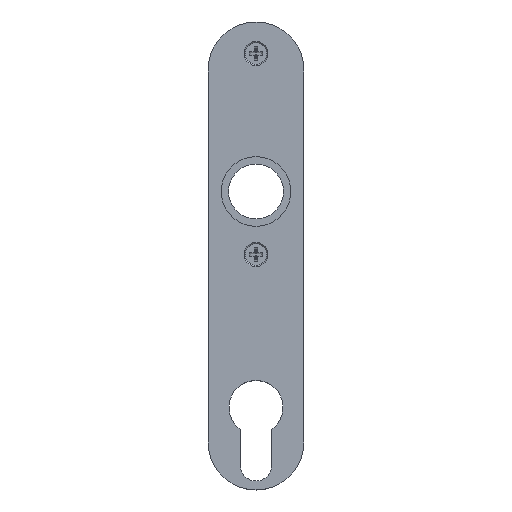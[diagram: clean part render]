
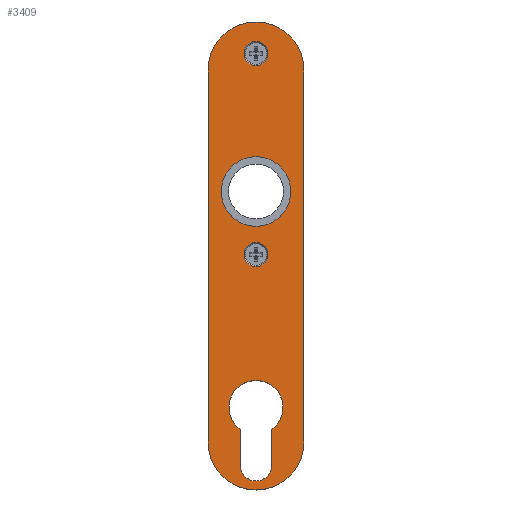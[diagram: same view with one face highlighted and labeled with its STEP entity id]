
A CAD part, top view. The second image highlights one B-rep face of the part: STEP entity #3409.
In plain terms, the highlighted planar face has unit normal (0, 0, 1).
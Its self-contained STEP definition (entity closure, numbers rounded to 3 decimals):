
#102 = DIRECTION ( 'NONE',  ( 0., 1., 0. ) ) ;
#487 = DIRECTION ( 'NONE',  ( 1., 0., 0. ) ) ;
#492 = VERTEX_POINT ( 'NONE', #1942 ) ;
#661 = CIRCLE ( 'NONE', #7506, 10. ) ;
#678 = CARTESIAN_POINT ( 'NONE',  ( 16., 78., 6. ) ) ;
#785 = AXIS2_PLACEMENT_3D ( 'NONE', #13504, #6015, #6179 ) ;
#1073 = DIRECTION ( 'NONE',  ( 0., 0., -1. ) ) ;
#1145 = LINE ( 'NONE', #6077, #7466 ) ;
#1508 = DIRECTION ( 'NONE',  ( 0., 0., 1. ) ) ;
#1531 = FACE_BOUND ( 'NONE', #2006, .T. ) ;
#1551 = CARTESIAN_POINT ( 'NONE',  ( -5.25, -69.75, 6. ) ) ;
#1633 = DIRECTION ( 'NONE',  ( 0., 0., 1. ) ) ;
#1874 = CIRCLE ( 'NONE', #15178, 5.25 ) ;
#1942 = CARTESIAN_POINT ( 'NONE',  ( 10., 21.5, 6. ) ) ;
#2006 = EDGE_LOOP ( 'NONE', ( #13531 ) ) ;
#2148 = EDGE_CURVE ( 'NONE', #6021, #7937, #1874, .T. ) ;
#2153 = CIRCLE ( 'NONE', #3270, 9. ) ;
#2320 = ORIENTED_EDGE ( 'NONE', *, *, #14334, .T. ) ;
#2391 = ORIENTED_EDGE ( 'NONE', *, *, #3794, .T. ) ;
#2406 = VERTEX_POINT ( 'NONE', #15107 ) ;
#2675 = CIRCLE ( 'NONE', #9689, 16. ) ;
#2877 = AXIS2_PLACEMENT_3D ( 'NONE', #8533, #1073, #9652 ) ;
#2935 = VERTEX_POINT ( 'NONE', #12603 ) ;
#3041 = CARTESIAN_POINT ( 'NONE',  ( 0., -62., 6. ) ) ;
#3147 = ORIENTED_EDGE ( 'NONE', *, *, #8070, .T. ) ;
#3165 = CIRCLE ( 'NONE', #2877, 4. ) ;
#3213 = DIRECTION ( 'NONE',  ( 0., 0., 1. ) ) ;
#3245 = CARTESIAN_POINT ( 'NONE',  ( -16., 62., 6. ) ) ;
#3270 = AXIS2_PLACEMENT_3D ( 'NONE', #11576, #1633, #12810 ) ;
#3312 = ORIENTED_EDGE ( 'NONE', *, *, #12088, .T. ) ;
#3409 = ADVANCED_FACE ( 'NONE', ( #10944, #1531, #12098, #7666, #8827 ), #13399, .T. ) ;
#3428 = DIRECTION ( 'NONE',  ( 1., 0., 0. ) ) ;
#3787 = DIRECTION ( 'NONE',  ( 0., 0., 1. ) ) ;
#3794 = EDGE_CURVE ( 'NONE', #2406, #7676, #10777, .T. ) ;
#3843 = CARTESIAN_POINT ( 'NONE',  ( 0., 62., 6. ) ) ;
#3846 = ORIENTED_EDGE ( 'NONE', *, *, #13018, .F. ) ;
#3870 = EDGE_LOOP ( 'NONE', ( #10012 ) ) ;
#4029 = EDGE_CURVE ( 'NONE', #10347, #6021, #1145, .T. ) ;
#4122 = CARTESIAN_POINT ( 'NONE',  ( -16., 78., 6. ) ) ;
#4271 = CARTESIAN_POINT ( 'NONE',  ( 5.25, -57.81, 6. ) ) ;
#4613 = DIRECTION ( 'NONE',  ( 0., 0., 1. ) ) ;
#4935 = CARTESIAN_POINT ( 'NONE',  ( 5.25, -69.75, 6. ) ) ;
#5001 = CARTESIAN_POINT ( 'NONE',  ( -5.25, -57.81, 6. ) ) ;
#5104 = EDGE_CURVE ( 'NONE', #12809, #12809, #7075, .T. ) ;
#5147 = DIRECTION ( 'NONE',  ( 0., -1., 0. ) ) ;
#5298 = LINE ( 'NONE', #4122, #12042 ) ;
#5329 = CIRCLE ( 'NONE', #8117, 16. ) ;
#5340 = EDGE_CURVE ( 'NONE', #7676, #12562, #11929, .T. ) ;
#5400 = VERTEX_POINT ( 'NONE', #10132 ) ;
#5533 = VERTEX_POINT ( 'NONE', #4271 ) ;
#5744 = VECTOR ( 'NONE', #102, 1000. ) ;
#6004 = VERTEX_POINT ( 'NONE', #3245 ) ;
#6015 = DIRECTION ( 'NONE',  ( 0., 0., 1. ) ) ;
#6021 = VERTEX_POINT ( 'NONE', #1551 ) ;
#6077 = CARTESIAN_POINT ( 'NONE',  ( -5.25, -69.75, 6. ) ) ;
#6179 = DIRECTION ( 'NONE',  ( 1., 0., 0. ) ) ;
#6483 = CIRCLE ( 'NONE', #8500, 16. ) ;
#6650 = EDGE_CURVE ( 'NONE', #5533, #10347, #2153, .T. ) ;
#7075 = CIRCLE ( 'NONE', #12244, 4. ) ;
#7466 = VECTOR ( 'NONE', #11040, 1000. ) ;
#7506 = AXIS2_PLACEMENT_3D ( 'NONE', #14426, #4613, #11898 ) ;
#7666 = FACE_OUTER_BOUND ( 'NONE', #14880, .T. ) ;
#7676 = VERTEX_POINT ( 'NONE', #8441 ) ;
#7841 = CARTESIAN_POINT ( 'NONE',  ( 0., 62., 6. ) ) ;
#7899 = DIRECTION ( 'NONE',  ( 0., 0., 1. ) ) ;
#7937 = VERTEX_POINT ( 'NONE', #4935 ) ;
#7996 = CARTESIAN_POINT ( 'NONE',  ( 4., 67.5, 6. ) ) ;
#8045 = ORIENTED_EDGE ( 'NONE', *, *, #2148, .F. ) ;
#8070 = EDGE_CURVE ( 'NONE', #6004, #5400, #5298, .T. ) ;
#8117 = AXIS2_PLACEMENT_3D ( 'NONE', #7841, #7899, #487 ) ;
#8274 = ORIENTED_EDGE ( 'NONE', *, *, #9963, .F. ) ;
#8300 = ORIENTED_EDGE ( 'NONE', *, *, #5340, .T. ) ;
#8302 = DIRECTION ( 'NONE',  ( 0., 0., -1. ) ) ;
#8412 = CARTESIAN_POINT ( 'NONE',  ( 0., 0.5, 6. ) ) ;
#8441 = CARTESIAN_POINT ( 'NONE',  ( 16., 62., 6. ) ) ;
#8500 = AXIS2_PLACEMENT_3D ( 'NONE', #3041, #15345, #14079 ) ;
#8533 = CARTESIAN_POINT ( 'NONE',  ( 0., 67.5, 6. ) ) ;
#8666 = EDGE_LOOP ( 'NONE', ( #8274 ) ) ;
#8827 = FACE_BOUND ( 'NONE', #8666, .T. ) ;
#8959 = VERTEX_POINT ( 'NONE', #7996 ) ;
#9383 = CARTESIAN_POINT ( 'NONE',  ( 4., 0.5, 6. ) ) ;
#9385 = EDGE_CURVE ( 'NONE', #8959, #8959, #3165, .T. ) ;
#9652 = DIRECTION ( 'NONE',  ( 1., 0., 0. ) ) ;
#9689 = AXIS2_PLACEMENT_3D ( 'NONE', #10653, #3213, #3428 ) ;
#9963 = EDGE_CURVE ( 'NONE', #492, #492, #661, .T. ) ;
#10012 = ORIENTED_EDGE ( 'NONE', *, *, #9385, .T. ) ;
#10039 = CARTESIAN_POINT ( 'NONE',  ( 0., -69.75, 6. ) ) ;
#10132 = CARTESIAN_POINT ( 'NONE',  ( -16., -62., 6. ) ) ;
#10244 = ORIENTED_EDGE ( 'NONE', *, *, #13202, .T. ) ;
#10347 = VERTEX_POINT ( 'NONE', #5001 ) ;
#10653 = CARTESIAN_POINT ( 'NONE',  ( 0., -62., 6. ) ) ;
#10777 = LINE ( 'NONE', #678, #13277 ) ;
#10944 = FACE_BOUND ( 'NONE', #3870, .T. ) ;
#11040 = DIRECTION ( 'NONE',  ( 0., -1., 0. ) ) ;
#11091 = CARTESIAN_POINT ( 'NONE',  ( 5.25, -57.81, 6. ) ) ;
#11281 = DIRECTION ( 'NONE',  ( 1., 0., 0. ) ) ;
#11530 = ORIENTED_EDGE ( 'NONE', *, *, #4029, .F. ) ;
#11576 = CARTESIAN_POINT ( 'NONE',  ( 0., -50.5, 6. ) ) ;
#11779 = EDGE_LOOP ( 'NONE', ( #11530, #14248, #3846, #8045 ) ) ;
#11813 = DIRECTION ( 'NONE',  ( 0., 1., 0. ) ) ;
#11898 = DIRECTION ( 'NONE',  ( 1., 0., 0. ) ) ;
#11929 = CIRCLE ( 'NONE', #13588, 16. ) ;
#12042 = VECTOR ( 'NONE', #5147, 1000. ) ;
#12088 = EDGE_CURVE ( 'NONE', #12562, #6004, #5329, .T. ) ;
#12098 = FACE_BOUND ( 'NONE', #11779, .T. ) ;
#12244 = AXIS2_PLACEMENT_3D ( 'NONE', #8412, #8302, #13208 ) ;
#12562 = VERTEX_POINT ( 'NONE', #13375 ) ;
#12603 = CARTESIAN_POINT ( 'NONE',  ( 0., -78., 6. ) ) ;
#12809 = VERTEX_POINT ( 'NONE', #9383 ) ;
#12810 = DIRECTION ( 'NONE',  ( 1., 0., 0. ) ) ;
#13018 = EDGE_CURVE ( 'NONE', #7937, #5533, #14788, .T. ) ;
#13202 = EDGE_CURVE ( 'NONE', #2935, #2406, #2675, .T. ) ;
#13208 = DIRECTION ( 'NONE',  ( 1., 0., 0. ) ) ;
#13277 = VECTOR ( 'NONE', #11813, 1000. ) ;
#13375 = CARTESIAN_POINT ( 'NONE',  ( 0., 78., 6. ) ) ;
#13399 = PLANE ( 'NONE',  #785 ) ;
#13504 = CARTESIAN_POINT ( 'NONE',  ( 0., 0., 6. ) ) ;
#13531 = ORIENTED_EDGE ( 'NONE', *, *, #5104, .T. ) ;
#13588 = AXIS2_PLACEMENT_3D ( 'NONE', #3843, #3787, #11281 ) ;
#14079 = DIRECTION ( 'NONE',  ( 1., 0., 0. ) ) ;
#14248 = ORIENTED_EDGE ( 'NONE', *, *, #6650, .F. ) ;
#14334 = EDGE_CURVE ( 'NONE', #5400, #2935, #6483, .T. ) ;
#14426 = CARTESIAN_POINT ( 'NONE',  ( 0., 21.5, 6. ) ) ;
#14788 = LINE ( 'NONE', #11091, #5744 ) ;
#14880 = EDGE_LOOP ( 'NONE', ( #2320, #10244, #2391, #8300, #3312, #3147 ) ) ;
#14881 = DIRECTION ( 'NONE',  ( 1., 0., 0. ) ) ;
#15107 = CARTESIAN_POINT ( 'NONE',  ( 16., -62., 6. ) ) ;
#15178 = AXIS2_PLACEMENT_3D ( 'NONE', #10039, #1508, #14881 ) ;
#15345 = DIRECTION ( 'NONE',  ( 0., 0., 1. ) ) ;
